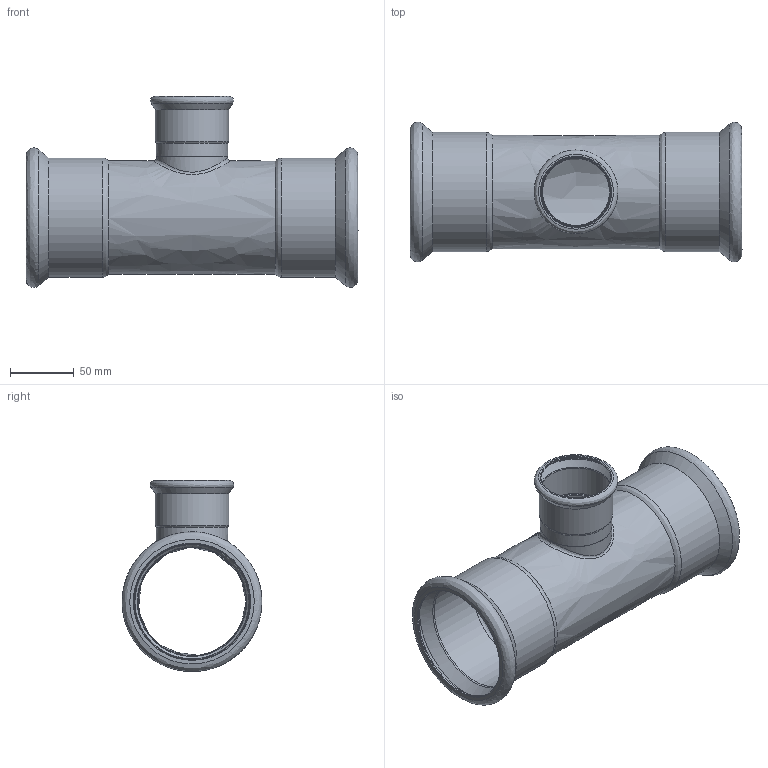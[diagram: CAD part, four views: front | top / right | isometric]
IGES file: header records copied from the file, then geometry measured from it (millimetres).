
Global section: file name: 41240; native system: Autodesk Inventor 2023; preprocessor: unknown; author: JANAN; date: 20230908.105452; units: millimetre
Bounding box: 260 x 109.47 x 149.65 mm (x, y, z)
Volume: 170336.1 mm3; surface area: 176422.8 mm2
Topology: 2 solids, 2 shells, 57 faces, 154 edges, 105 vertices
Faces by surface type: bspline 57
